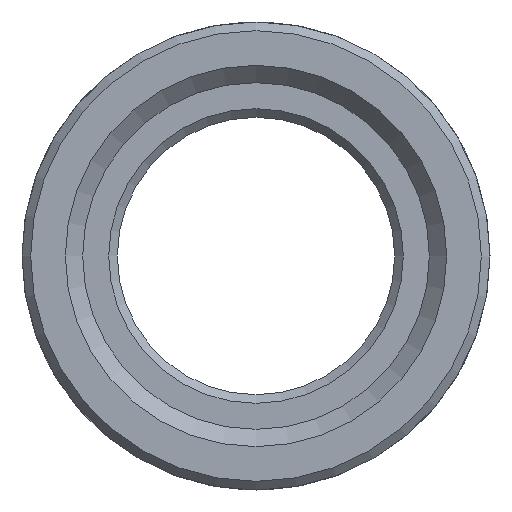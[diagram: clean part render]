
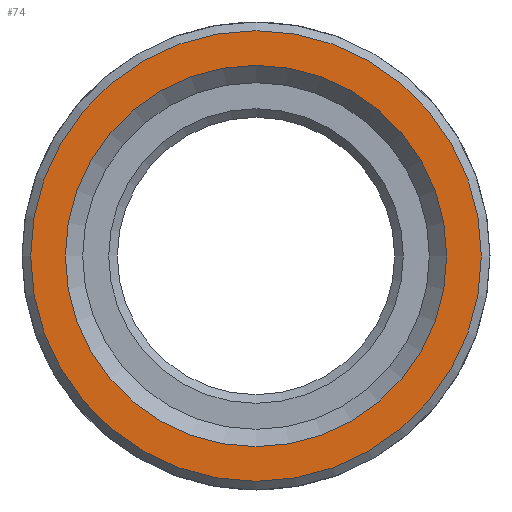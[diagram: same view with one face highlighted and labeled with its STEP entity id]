
A CAD part, left-side view. The second image highlights one B-rep face of the part: STEP entity #74.
In plain terms, the highlighted planar face has unit normal (-1, 0, 0).
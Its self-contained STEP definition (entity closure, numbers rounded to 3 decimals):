
#74 = ADVANCED_FACE( '', ( #174, #175 ), #176, .T. );
#174 = FACE_BOUND( '', #307, .T. );
#175 = FACE_OUTER_BOUND( '', #308, .T. );
#176 = PLANE( '', #309 );
#307 = EDGE_LOOP( '', ( #456 ) );
#308 = EDGE_LOOP( '', ( #457 ) );
#309 = AXIS2_PLACEMENT_3D( '', #458, #459, #460 );
#456 = ORIENTED_EDGE( '', *, *, #687, .T. );
#457 = ORIENTED_EDGE( '', *, *, #709, .F. );
#458 = CARTESIAN_POINT( '', ( 0., 13., 0. ) );
#459 = DIRECTION( '', ( -1., 0., 0. ) );
#460 = DIRECTION( '', ( 0., 0., 1. ) );
#687 = EDGE_CURVE( '', #791, #791, #792, .T. );
#709 = EDGE_CURVE( '', #829, #829, #830, .T. );
#791 = VERTEX_POINT( '', #939 );
#792 = CIRCLE( '', #940, 11. );
#829 = VERTEX_POINT( '', #999 );
#830 = CIRCLE( '', #1000, 13. );
#939 = CARTESIAN_POINT( '', ( 0., 0., -11. ) );
#940 = AXIS2_PLACEMENT_3D( '', #1162, #1163, #1164 );
#999 = CARTESIAN_POINT( '', ( 0., 0., -13. ) );
#1000 = AXIS2_PLACEMENT_3D( '', #1190, #1191, #1192 );
#1162 = CARTESIAN_POINT( '', ( 0., 0., 0. ) );
#1163 = DIRECTION( '', ( 1., 0., 0. ) );
#1164 = DIRECTION( '', ( 0., 0., -1. ) );
#1190 = CARTESIAN_POINT( '', ( 0., 0., 0. ) );
#1191 = DIRECTION( '', ( 1., 0., 0. ) );
#1192 = DIRECTION( '', ( 0., 0., -1. ) );
